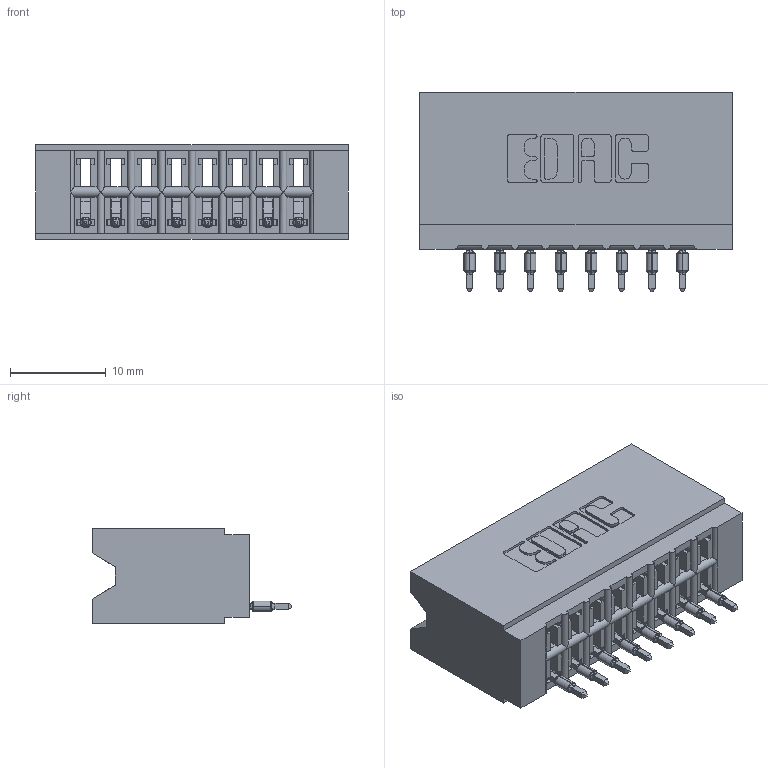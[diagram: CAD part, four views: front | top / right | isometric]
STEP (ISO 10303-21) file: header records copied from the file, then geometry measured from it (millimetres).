
FILE_DESCRIPTION (( 'STEP AP203' ), '1' );
FILE_NAME ('746-008-520-106.STEP', '2020-09-15T18:17:42', ( '' ), ( '' ), 'SwSTEP 2.0', 'SolidWorks 2020', '' );
FILE_SCHEMA (( 'CONFIG_CONTROL_DESIGN' ));
Length unit declared in the file: inch
Products named in the file (3): 746-008-520-106; 746 Part_.515 Slot Depth - 06; 746-292-001_520
Assembly tree (9 placements, depth 2):
  746-008-520-106
    746 Part_.515 Slot Depth - 06
    746-292-001_520  x8
Bounding box: 32.64 x 20.82 x 9.91 mm (x, y, z)
Volume: 3608.6 mm3; surface area: 4733.7 mm2
Topology: 9 solids, 9 shells, 962 faces, 2721 edges, 1751 vertices
Faces by surface type: plane 560, cylinder 194, bspline 160, torus 48
Entity records: 16911 total; most frequent: CARTESIAN_POINT 3700, ORIENTED_EDGE 2852, DIRECTION 2424, EDGE_CURVE 1426, LINE 1162, VECTOR 1162, VERTEX_POINT 939, AXIS2_PLACEMENT_3D 631
